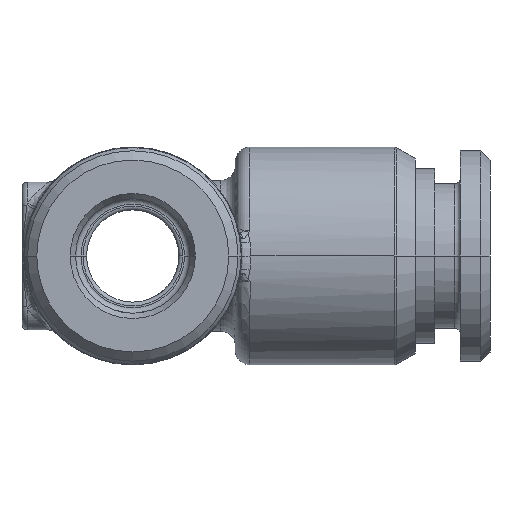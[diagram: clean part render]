
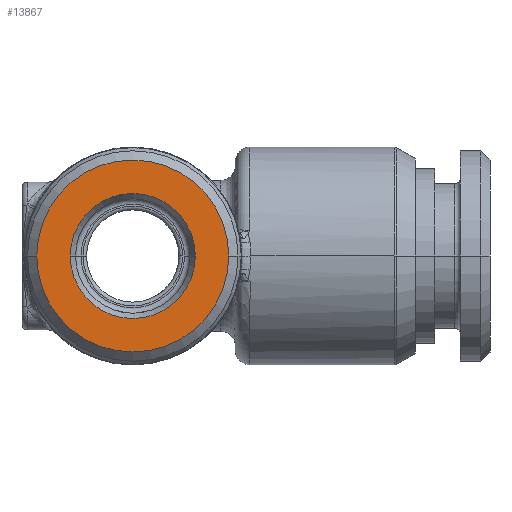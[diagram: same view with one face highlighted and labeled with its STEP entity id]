
A CAD part, left-side view. The second image highlights one B-rep face of the part: STEP entity #13867.
In plain terms, the highlighted planar face has unit normal (-1, 0, 0).
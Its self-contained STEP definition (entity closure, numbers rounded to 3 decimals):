
#4561=CARTESIAN_POINT('',(-19.35,0.,0.));
#4562=DIRECTION('',(-1.,0.,0.));
#4563=DIRECTION('',(0.,-1.,0.));
#4564=AXIS2_PLACEMENT_3D('',#4561,#4562,#4563);
#4574=CARTESIAN_POINT('',(-19.35,0.,0.));
#4575=DIRECTION('',(1.,0.,0.));
#4576=DIRECTION('',(0.,-1.,0.));
#4577=AXIS2_PLACEMENT_3D('',#4574,#4575,#4576);
#4579=CARTESIAN_POINT('',(-19.35,0.,0.));
#4580=DIRECTION('',(1.,0.,0.));
#4581=DIRECTION('',(0.,-1.,0.));
#4582=AXIS2_PLACEMENT_3D('',#4579,#4580,#4581);
#4584=CARTESIAN_POINT('',(-19.35,0.,0.));
#4585=DIRECTION('',(-1.,0.,0.));
#4586=DIRECTION('',(0.,-1.,0.));
#4587=AXIS2_PLACEMENT_3D('',#4584,#4585,#4586);
#5406=CARTESIAN_POINT('',(-19.35,-3.389,0.));
#5408=VERTEX_POINT('',#5406);
#5409=CARTESIAN_POINT('',(-19.35,-5.2,0.));
#5411=VERTEX_POINT('',#5409);
#5416=CARTESIAN_POINT('',(-19.35,3.389,0.));
#5418=VERTEX_POINT('',#5416);
#5419=CARTESIAN_POINT('',(-19.35,5.2,0.));
#5421=VERTEX_POINT('',#5419);
#13852=CARTESIAN_POINT('',(-19.35,0.,0.));
#13853=DIRECTION('',(-1.,0.,0.));
#13854=DIRECTION('',(0.,1.,0.));
#13855=AXIS2_PLACEMENT_3D('',#13852,#13853,#13854);
#13856=PLANE('',#13855);
#13857=ORIENTED_EDGE('',*,*,#13831,.F.);
#13858=ORIENTED_EDGE('',*,*,#13847,.T.);
#13859=EDGE_LOOP('',(#13857,#13858));
#13860=FACE_OUTER_BOUND('',#13859,.F.);
#13862=ORIENTED_EDGE('',*,*,#13861,.F.);
#13864=ORIENTED_EDGE('',*,*,#13863,.T.);
#13865=EDGE_LOOP('',(#13862,#13864));
#13866=FACE_BOUND('',#13865,.F.);
#13867=ADVANCED_FACE('',(#13860,#13866),#13856,.T.);
#4565=CIRCLE('',#4564,5.2);
#4578=CIRCLE('',#4577,5.2);
#4583=CIRCLE('',#4582,3.389);
#4588=CIRCLE('',#4587,3.389);
#13831=EDGE_CURVE('',#5411,#5421,#4565,.T.);
#13847=EDGE_CURVE('',#5411,#5421,#4578,.T.);
#13861=EDGE_CURVE('',#5408,#5418,#4583,.T.);
#13863=EDGE_CURVE('',#5408,#5418,#4588,.T.);
